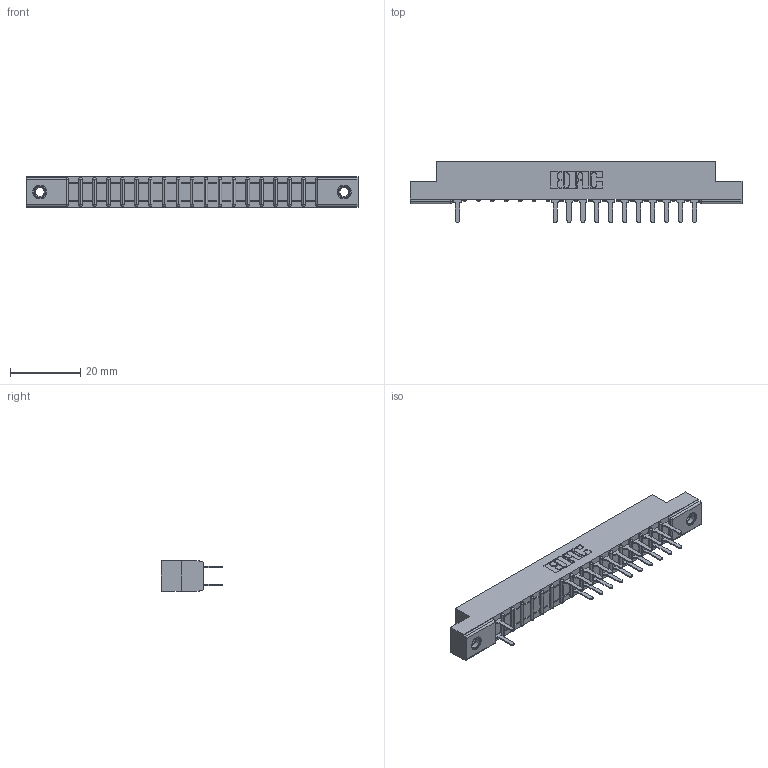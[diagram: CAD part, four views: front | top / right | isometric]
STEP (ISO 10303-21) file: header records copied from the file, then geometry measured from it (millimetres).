
FILE_DESCRIPTION (( 'STEP AP203' ), '1' );
FILE_NAME ('307-036-520-207.STEP', '2018-08-05T08:48:50', ( '' ), ( '' ), 'SwSTEP 2.0', 'SolidWorks 2016', '' );
FILE_SCHEMA (( 'CONFIG_CONTROL_DESIGN' ));
Length unit declared in the file: inch
Products named in the file (4): 307-036-520-207; 307 Part_.156 Dia Mounting Holes; 307-290-001_520; 345-250-001_345-250-005-103
Assembly tree (26 placements, depth 2):
  307-036-520-207
    307 Part_.156 Dia Mounting Holes
    307-290-001_520  x23
    345-250-001_345-250-005-103  x2
Bounding box: 94.34 x 17.42 x 8.71 mm (x, y, z)
Volume: 6006 mm3; surface area: 9506.8 mm2
Topology: 26 solids, 26 shells, 1385 faces, 3865 edges, 2486 vertices
Faces by surface type: plane 893, cylinder 438, sphere 38, cone 12, torus 4
Entity records: 19703 total; most frequent: CARTESIAN_POINT 3268, ORIENTED_EDGE 3242, DIRECTION 3207, EDGE_CURVE 1621, VECTOR 1233, LINE 1233, VERTEX_POINT 1048, AXIS2_PLACEMENT_3D 987
